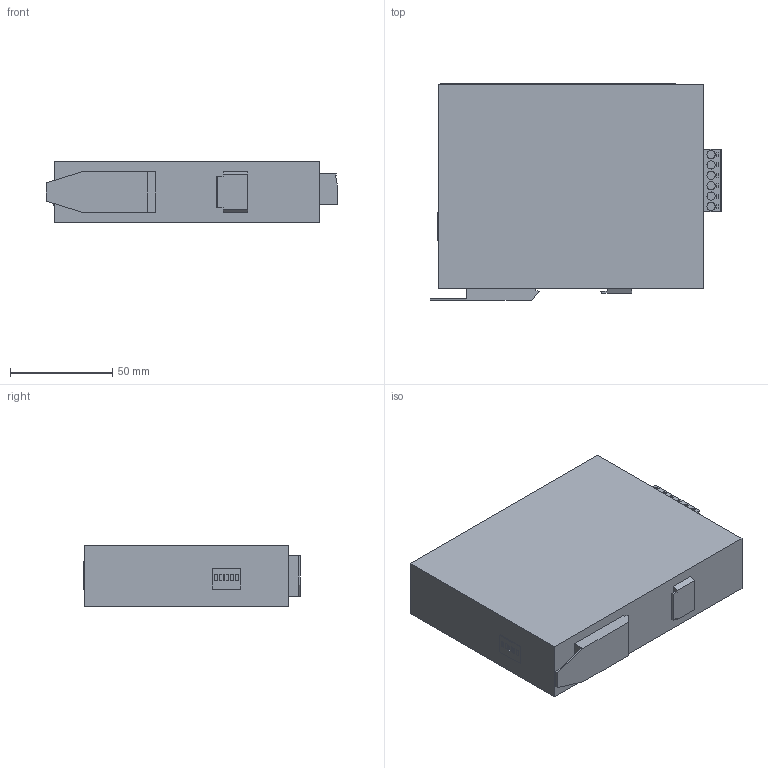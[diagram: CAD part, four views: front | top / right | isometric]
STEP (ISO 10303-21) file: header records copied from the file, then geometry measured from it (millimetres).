
FILE_DESCRIPTION(('SolidDesigner STEP Export'),'2;1');
FILE_NAME('2891044_FL_SWITCH_SFNT_4TX_FX_C-select.stp','2015-03-23T 9:10:13',(''),(''),'Creo Elements/Direct Modeling STEP processor for AP214 (Solid Model)','Creo Elements/Direct Modeling 18.1B 29-Sep-2012 (C) Parametric Technology GmbH','');
FILE_SCHEMA(('AUTOMOTIVE_DESIGN { 1 0 10303 214 1 1 1 1 }'));
Length unit declared in the file: millimetre
Products named in the file (2): 2891044_FL_SWITCH_SFNT_4TX_FX_C-select
Assembly tree (1 placements, depth 2):
  2891044_FL_SWITCH_SFNT_4TX_FX_C-select
    2891044_FL_SWITCH_SFNT_4TX_FX_C-select
Bounding box: 142.83 x 106.2 x 30 mm (x, y, z)
Volume: 397509.2 mm3; surface area: 43418 mm2
Topology: 1 solids, 1 shells, 305 faces, 757 edges, 504 vertices
Faces by surface type: plane 241, cylinder 64
Entity records: 11211 total; most frequent: CARTESIAN_POINT 1516, ORIENTED_EDGE 1514, DIRECTION 1398, EDGE_CURVE 757, VECTOR 626, LINE 626, VERTEX_POINT 504, AXIS2_PLACEMENT_3D 386
